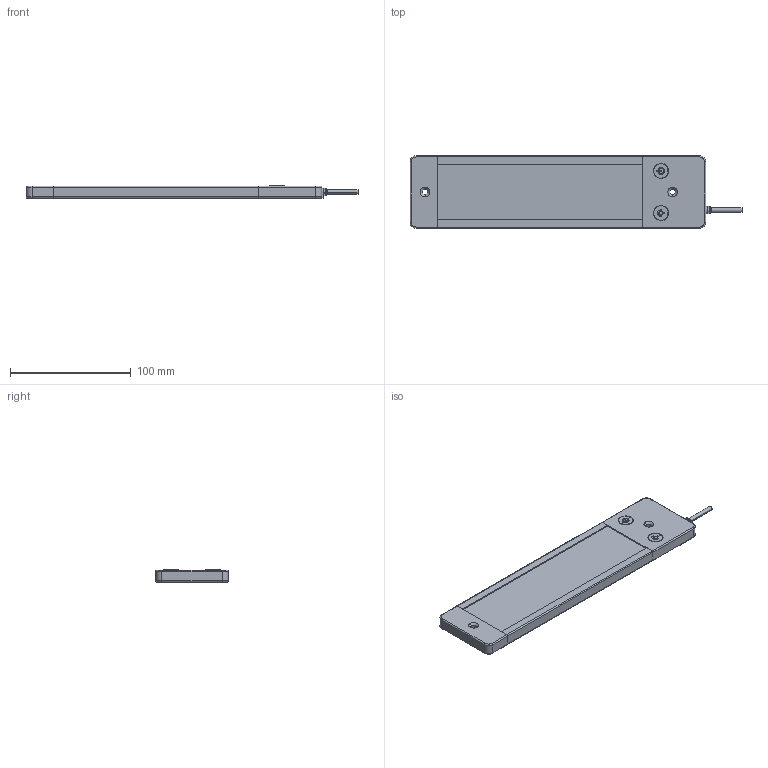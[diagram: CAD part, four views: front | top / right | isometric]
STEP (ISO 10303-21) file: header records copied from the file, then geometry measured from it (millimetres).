
FILE_DESCRIPTION((''),'2;1');
FILE_NAME('NLUD05-DC SERIES.stp','2023-12-01T17:32:10',(''),(''),'Mechanical Desktop 2011','Mechanical Desktop 2011',', , ');
FILE_SCHEMA(('CONFIG_CONTROL_DESIGN'));
Length unit declared in the file: millimetre
Products named in the file (1): Product
Bounding box: 275 x 60 x 10.1 mm (x, y, z)
Volume: 139493.4 mm3; surface area: 48083.7 mm2
Topology: 14 solids, 14 shells, 334 faces, 860 edges, 551 vertices
Faces by surface type: plane 143, cylinder 82, bspline 65, cone 36, torus 8
Entity records: 10735 total; most frequent: CARTESIAN_POINT 2455, ORIENTED_EDGE 1700, DIRECTION 1666, EDGE_CURVE 850, VECTOR 566, LINE 566, VERTEX_POINT 551, AXIS2_PLACEMENT_3D 550
